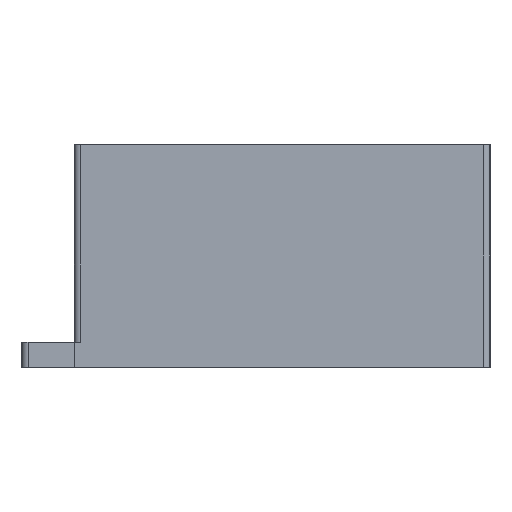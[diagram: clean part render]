
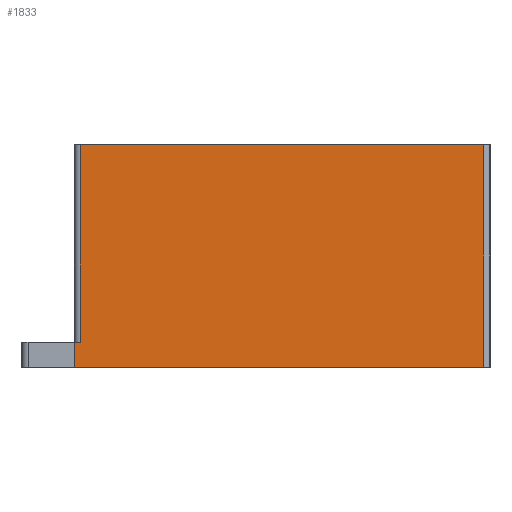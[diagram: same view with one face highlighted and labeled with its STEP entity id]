
A CAD part, left-side view. The second image highlights one B-rep face of the part: STEP entity #1833.
In plain terms, the highlighted planar face has unit normal (-1, 0, 0).
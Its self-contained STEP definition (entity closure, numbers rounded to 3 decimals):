
#1132 = VERTEX_POINT('',#1133);
#1133 = CARTESIAN_POINT('',(-60.2,4.2,43.5));
#1139 = EDGE_CURVE('',#1132,#1140,#1142,.T.);
#1140 = VERTEX_POINT('',#1141);
#1141 = CARTESIAN_POINT('',(-60.2,80.6,43.5));
#1142 = LINE('',#1143,#1144);
#1143 = CARTESIAN_POINT('',(-60.2,0.,43.5));
#1144 = VECTOR('',#1145,1.);
#1145 = DIRECTION('',(0.,1.,0.));
#1813 = VERTEX_POINT('',#1814);
#1814 = CARTESIAN_POINT('',(-60.2,80.6,4.2));
#1823 = EDGE_CURVE('',#1813,#1140,#1824,.T.);
#1824 = LINE('',#1825,#1826);
#1825 = CARTESIAN_POINT('',(-60.2,80.6,4.2));
#1826 = VECTOR('',#1827,1.);
#1827 = DIRECTION('',(0.,0.,1.));
#1833 = ADVANCED_FACE('',(#1834),#1876,.T.);
#1834 = FACE_BOUND('',#1835,.F.);
#1835 = EDGE_LOOP('',(#1836,#1837,#1838,#1846,#1854,#1862,#1870));
#1836 = ORIENTED_EDGE('',*,*,#1823,.T.);
#1837 = ORIENTED_EDGE('',*,*,#1139,.F.);
#1838 = ORIENTED_EDGE('',*,*,#1839,.F.);
#1839 = EDGE_CURVE('',#1840,#1132,#1842,.T.);
#1840 = VERTEX_POINT('',#1841);
#1841 = CARTESIAN_POINT('',(-60.2,0.4,43.5));
#1842 = LINE('',#1843,#1844);
#1843 = CARTESIAN_POINT('',(-60.2,0.,43.5));
#1844 = VECTOR('',#1845,1.);
#1845 = DIRECTION('',(0.,1.,0.));
#1846 = ORIENTED_EDGE('',*,*,#1847,.F.);
#1847 = EDGE_CURVE('',#1848,#1840,#1850,.T.);
#1848 = VERTEX_POINT('',#1849);
#1849 = CARTESIAN_POINT('',(-60.2,0.4,-0.8));
#1850 = LINE('',#1851,#1852);
#1851 = CARTESIAN_POINT('',(-60.2,0.4,-0.8));
#1852 = VECTOR('',#1853,1.);
#1853 = DIRECTION('',(0.,0.,1.));
#1854 = ORIENTED_EDGE('',*,*,#1855,.F.);
#1855 = EDGE_CURVE('',#1856,#1848,#1858,.T.);
#1856 = VERTEX_POINT('',#1857);
#1857 = CARTESIAN_POINT('',(-60.2,81.8,-0.8));
#1858 = LINE('',#1859,#1860);
#1859 = CARTESIAN_POINT('',(-60.2,0.,-0.8));
#1860 = VECTOR('',#1861,1.);
#1861 = DIRECTION('',(0.,-1.,0.));
#1862 = ORIENTED_EDGE('',*,*,#1863,.T.);
#1863 = EDGE_CURVE('',#1856,#1864,#1866,.T.);
#1864 = VERTEX_POINT('',#1865);
#1865 = CARTESIAN_POINT('',(-60.2,81.8,4.2));
#1866 = LINE('',#1867,#1868);
#1867 = CARTESIAN_POINT('',(-60.2,81.8,0.));
#1868 = VECTOR('',#1869,1.);
#1869 = DIRECTION('',(0.,0.,1.));
#1870 = ORIENTED_EDGE('',*,*,#1871,.T.);
#1871 = EDGE_CURVE('',#1864,#1813,#1872,.T.);
#1872 = LINE('',#1873,#1874);
#1873 = CARTESIAN_POINT('',(-60.2,43.5,4.2));
#1874 = VECTOR('',#1875,1.);
#1875 = DIRECTION('',(0.,-1.,0.));
#1876 = PLANE('',#1877);
#1877 = AXIS2_PLACEMENT_3D('',#1878,#1879,#1880);
#1878 = CARTESIAN_POINT('',(-60.2,0.,0.
    ));
#1879 = DIRECTION('',(-1.,0.,0.));
#1880 = DIRECTION('',(0.,0.,-1.));
